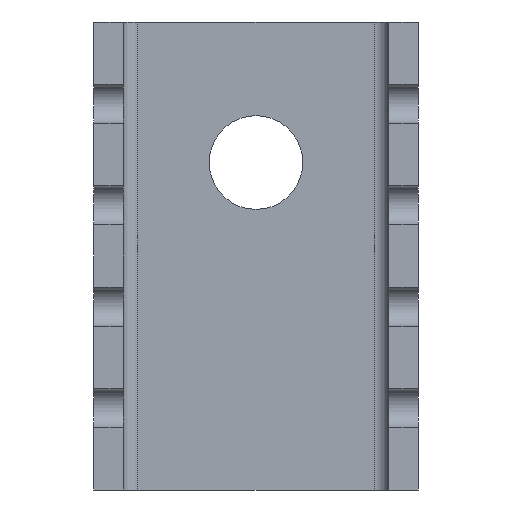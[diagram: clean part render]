
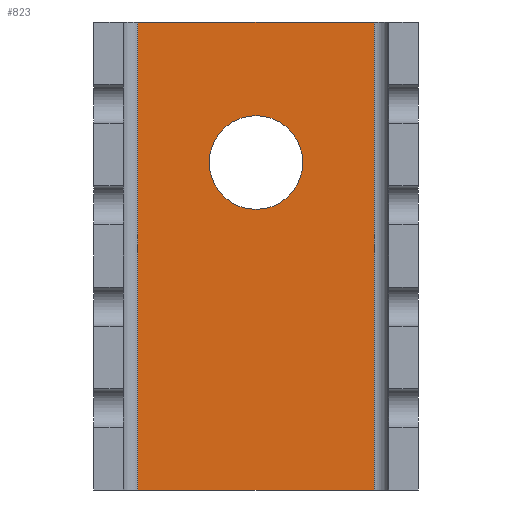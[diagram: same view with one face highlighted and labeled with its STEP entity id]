
A CAD part, left-side view. The second image highlights one B-rep face of the part: STEP entity #823.
In plain terms, the highlighted planar face has unit normal (-1, 0, 0).
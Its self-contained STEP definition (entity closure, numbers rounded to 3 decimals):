
#65 = CARTESIAN_POINT ( 'NONE',  ( -1.2, 4.805, 9.525 ) ) ;
#72 = DIRECTION ( 'NONE',  ( 0., 0., -1. ) ) ;
#152 = ORIENTED_EDGE ( 'NONE', *, *, #1185, .T. ) ;
#184 = VERTEX_POINT ( 'NONE', #1383 ) ;
#194 = ORIENTED_EDGE ( 'NONE', *, *, #938, .F. ) ;
#205 = EDGE_LOOP ( 'NONE', ( #152, #194, #1467, #477 ) ) ;
#254 = VERTEX_POINT ( 'NONE', #773 ) ;
#294 = AXIS2_PLACEMENT_3D ( 'NONE', #1576, #1588, #658 ) ;
#306 = DIRECTION ( 'NONE',  ( 0., -1., 0. ) ) ;
#313 = CARTESIAN_POINT ( 'NONE',  ( -1.2, -4.805, 9.525 ) ) ;
#323 = DIRECTION ( 'NONE',  ( 0., 0., -1. ) ) ;
#355 = DIRECTION ( 'NONE',  ( 0., 0., -1. ) ) ;
#371 = CIRCLE ( 'NONE', #294, 1.905 ) ;
#422 = LINE ( 'NONE', #1448, #1299 ) ;
#437 = CARTESIAN_POINT ( 'NONE',  ( -1.2, -4.805, -9.525 ) ) ;
#477 = ORIENTED_EDGE ( 'NONE', *, *, #1290, .T. ) ;
#565 = DIRECTION ( 'NONE',  ( 0., -1., 0. ) ) ;
#590 = CARTESIAN_POINT ( 'NONE',  ( -1.2, 0., 3.805 ) ) ;
#603 = VECTOR ( 'NONE', #72, 1000. ) ;
#658 = DIRECTION ( 'NONE',  ( 0., 0., -1. ) ) ;
#670 = CARTESIAN_POINT ( 'NONE',  ( -1.2, 4.805, -9.525 ) ) ;
#683 = CIRCLE ( 'NONE', #1158, 1.905 ) ;
#690 = LINE ( 'NONE', #65, #842 ) ;
#691 = VERTEX_POINT ( 'NONE', #670 ) ;
#715 = LINE ( 'NONE', #1366, #1573 ) ;
#770 = VERTEX_POINT ( 'NONE', #810 ) ;
#773 = CARTESIAN_POINT ( 'NONE',  ( -1.2, 4.805, 9.525 ) ) ;
#797 = EDGE_CURVE ( 'NONE', #254, #1238, #690, .T. ) ;
#810 = CARTESIAN_POINT ( 'NONE',  ( -1.2, 0., 1.9 ) ) ;
#823 = ADVANCED_FACE ( 'NONE', ( #1614, #833 ), #1358, .F. ) ;
#833 = FACE_OUTER_BOUND ( 'NONE', #205, .T. ) ;
#842 = VECTOR ( 'NONE', #565, 1000. ) ;
#865 = LINE ( 'NONE', #1202, #603 ) ;
#895 = EDGE_CURVE ( 'NONE', #184, #770, #683, .T. ) ;
#906 = ORIENTED_EDGE ( 'NONE', *, *, #895, .T. ) ;
#938 = EDGE_CURVE ( 'NONE', #1238, #1230, #865, .T. ) ;
#957 = DIRECTION ( 'NONE',  ( 0., 0., -1. ) ) ;
#964 = CARTESIAN_POINT ( 'NONE',  ( -1.2, 4.805, 9.525 ) ) ;
#980 = DIRECTION ( 'NONE',  ( 1., 0., 0. ) ) ;
#1089 = EDGE_CURVE ( 'NONE', #770, #184, #371, .T. ) ;
#1093 = ORIENTED_EDGE ( 'NONE', *, *, #1089, .T. ) ;
#1158 = AXIS2_PLACEMENT_3D ( 'NONE', #590, #980, #355 ) ;
#1185 = EDGE_CURVE ( 'NONE', #691, #1230, #422, .T. ) ;
#1202 = CARTESIAN_POINT ( 'NONE',  ( -1.2, -4.805, 9.525 ) ) ;
#1227 = DIRECTION ( 'NONE',  ( 1., 0., 0. ) ) ;
#1230 = VERTEX_POINT ( 'NONE', #437 ) ;
#1238 = VERTEX_POINT ( 'NONE', #313 ) ;
#1290 = EDGE_CURVE ( 'NONE', #254, #691, #715, .T. ) ;
#1296 = AXIS2_PLACEMENT_3D ( 'NONE', #964, #1227, #957 ) ;
#1299 = VECTOR ( 'NONE', #306, 1000. ) ;
#1311 = EDGE_LOOP ( 'NONE', ( #1093, #906 ) ) ;
#1358 = PLANE ( 'NONE',  #1296 ) ;
#1366 = CARTESIAN_POINT ( 'NONE',  ( -1.2, 4.805, 9.525 ) ) ;
#1383 = CARTESIAN_POINT ( 'NONE',  ( -1.2, 0., 5.71 ) ) ;
#1448 = CARTESIAN_POINT ( 'NONE',  ( -1.2, 4.805, -9.525 ) ) ;
#1467 = ORIENTED_EDGE ( 'NONE', *, *, #797, .F. ) ;
#1573 = VECTOR ( 'NONE', #323, 1000. ) ;
#1576 = CARTESIAN_POINT ( 'NONE',  ( -1.2, 0., 3.805 ) ) ;
#1588 = DIRECTION ( 'NONE',  ( 1., 0., 0. ) ) ;
#1614 = FACE_BOUND ( 'NONE', #1311, .T. ) ;
